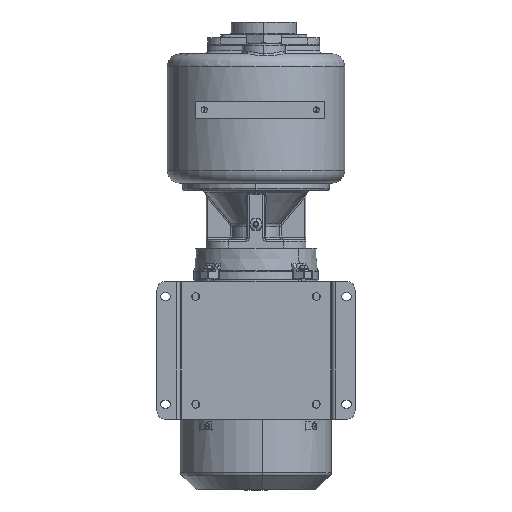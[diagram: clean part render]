
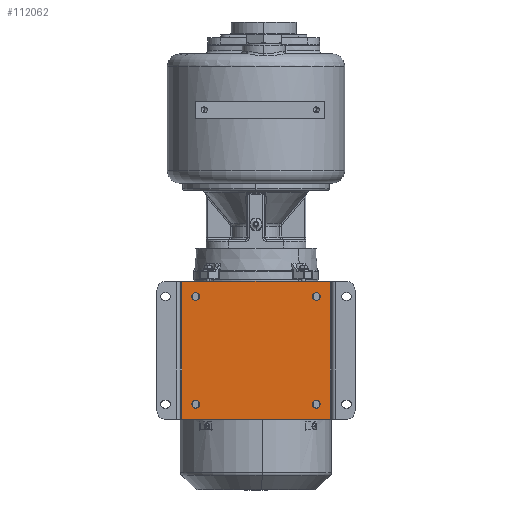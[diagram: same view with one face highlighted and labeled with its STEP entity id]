
A CAD part, front view. The second image highlights one B-rep face of the part: STEP entity #112062.
In plain terms, the highlighted planar face has unit normal (0, -1, 0).
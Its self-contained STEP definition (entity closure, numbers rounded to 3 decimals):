
#28264=DIRECTION('',(-1.,0.,0.));
#28265=VECTOR('',#28264,172.);
#28266=CARTESIAN_POINT('',(86.,-92.,-349.));
#28267=LINE('',#28266,#28265);
#28308=DIRECTION('',(-1.,0.,0.));
#28309=VECTOR('',#28308,172.);
#28310=CARTESIAN_POINT('',(86.,-92.,-189.));
#28311=LINE('',#28310,#28309);
#28348=DIRECTION('',(0.,0.,1.));
#28349=VECTOR('',#28348,160.);
#28350=CARTESIAN_POINT('',(86.,-92.,-349.));
#28351=LINE('',#28350,#28349);
#28352=CARTESIAN_POINT('',(70.,-92.,-206.5));
#28353=DIRECTION('',(0.,1.,0.));
#28354=DIRECTION('',(0.,0.,1.));
#28355=AXIS2_PLACEMENT_3D('',#28352,#28353,#28354);
#28357=CARTESIAN_POINT('',(70.,-92.,-206.5));
#28358=DIRECTION('',(0.,1.,0.));
#28359=DIRECTION('',(0.,0.,-1.));
#28360=AXIS2_PLACEMENT_3D('',#28357,#28358,#28359);
#28362=CARTESIAN_POINT('',(-70.,-92.,-206.5));
#28363=DIRECTION('',(0.,1.,0.));
#28364=DIRECTION('',(0.,0.,1.));
#28365=AXIS2_PLACEMENT_3D('',#28362,#28363,#28364);
#28367=CARTESIAN_POINT('',(-70.,-92.,-206.5));
#28368=DIRECTION('',(0.,1.,0.));
#28369=DIRECTION('',(0.,0.,-1.));
#28370=AXIS2_PLACEMENT_3D('',#28367,#28368,#28369);
#28372=CARTESIAN_POINT('',(70.,-92.,-331.5));
#28373=DIRECTION('',(0.,1.,0.));
#28374=DIRECTION('',(0.,0.,1.));
#28375=AXIS2_PLACEMENT_3D('',#28372,#28373,#28374);
#28377=CARTESIAN_POINT('',(70.,-92.,-331.5));
#28378=DIRECTION('',(0.,1.,0.));
#28379=DIRECTION('',(0.,0.,-1.));
#28380=AXIS2_PLACEMENT_3D('',#28377,#28378,#28379);
#28382=CARTESIAN_POINT('',(-70.,-92.,-331.5));
#28383=DIRECTION('',(0.,1.,0.));
#28384=DIRECTION('',(0.,0.,1.));
#28385=AXIS2_PLACEMENT_3D('',#28382,#28383,#28384);
#28387=CARTESIAN_POINT('',(-70.,-92.,-331.5));
#28388=DIRECTION('',(0.,1.,0.));
#28389=DIRECTION('',(0.,0.,-1.));
#28390=AXIS2_PLACEMENT_3D('',#28387,#28388,#28389);
#28392=DIRECTION('',(0.,0.,1.));
#28393=VECTOR('',#28392,160.);
#28394=CARTESIAN_POINT('',(-86.,-92.,-349.));
#28395=LINE('',#28394,#28393);
#74592=CARTESIAN_POINT('',(86.,-92.,-349.));
#74593=VERTEX_POINT('',#74592);
#74594=CARTESIAN_POINT('',(-86.,-92.,-349.));
#74595=VERTEX_POINT('',#74594);
#74608=CARTESIAN_POINT('',(86.,-92.,-189.));
#74609=VERTEX_POINT('',#74608);
#74610=CARTESIAN_POINT('',(-86.,-92.,-189.));
#74611=VERTEX_POINT('',#74610);
#74682=CARTESIAN_POINT('',(-70.,-92.,-327.));
#74683=CARTESIAN_POINT('',(-70.,-92.,-336.));
#74684=VERTEX_POINT('',#74682);
#74685=VERTEX_POINT('',#74683);
#74686=CARTESIAN_POINT('',(70.,-92.,-327.));
#74687=CARTESIAN_POINT('',(70.,-92.,-336.));
#74688=VERTEX_POINT('',#74686);
#74689=VERTEX_POINT('',#74687);
#74690=CARTESIAN_POINT('',(-70.,-92.,-202.));
#74691=CARTESIAN_POINT('',(-70.,-92.,-211.));
#74692=VERTEX_POINT('',#74690);
#74693=VERTEX_POINT('',#74691);
#74694=CARTESIAN_POINT('',(70.,-92.,-202.));
#74695=CARTESIAN_POINT('',(70.,-92.,-211.));
#74696=VERTEX_POINT('',#74694);
#74697=VERTEX_POINT('',#74695);
#112026=CARTESIAN_POINT('',(86.,-92.,-349.));
#112027=DIRECTION('',(0.,1.,0.));
#112028=DIRECTION('',(-1.,0.,0.));
#112029=AXIS2_PLACEMENT_3D('',#112026,#112027,#112028);
#112030=PLANE('',#112029);
#112031=ORIENTED_EDGE('',*,*,#111904,.T.);
#112033=ORIENTED_EDGE('',*,*,#112032,.T.);
#112034=ORIENTED_EDGE('',*,*,#111963,.F.);
#112035=ORIENTED_EDGE('',*,*,#112018,.F.);
#112036=EDGE_LOOP('',(#112031,#112033,#112034,#112035));
#112037=FACE_OUTER_BOUND('',#112036,.F.);
#112039=ORIENTED_EDGE('',*,*,#112038,.F.);
#112041=ORIENTED_EDGE('',*,*,#112040,.F.);
#112042=EDGE_LOOP('',(#112039,#112041));
#112043=FACE_BOUND('',#112042,.F.);
#112045=ORIENTED_EDGE('',*,*,#112044,.F.);
#112047=ORIENTED_EDGE('',*,*,#112046,.F.);
#112048=EDGE_LOOP('',(#112045,#112047));
#112049=FACE_BOUND('',#112048,.F.);
#112051=ORIENTED_EDGE('',*,*,#112050,.F.);
#112053=ORIENTED_EDGE('',*,*,#112052,.F.);
#112054=EDGE_LOOP('',(#112051,#112053));
#112055=FACE_BOUND('',#112054,.F.);
#112057=ORIENTED_EDGE('',*,*,#112056,.F.);
#112059=ORIENTED_EDGE('',*,*,#112058,.F.);
#112060=EDGE_LOOP('',(#112057,#112059));
#112061=FACE_BOUND('',#112060,.F.);
#112062=ADVANCED_FACE('',(#112037,#112043,#112049,#112055,#112061),#112030,.F.);
#28356=CIRCLE('',#28355,4.5);
#28361=CIRCLE('',#28360,4.5);
#28366=CIRCLE('',#28365,4.5);
#28371=CIRCLE('',#28370,4.5);
#28376=CIRCLE('',#28375,4.5);
#28381=CIRCLE('',#28380,4.5);
#28386=CIRCLE('',#28385,4.5);
#28391=CIRCLE('',#28390,4.5);
#111904=EDGE_CURVE('',#74593,#74595,#28267,.T.);
#111963=EDGE_CURVE('',#74609,#74611,#28311,.T.);
#112018=EDGE_CURVE('',#74593,#74609,#28351,.T.);
#112032=EDGE_CURVE('',#74595,#74611,#28395,.T.);
#112038=EDGE_CURVE('',#74696,#74697,#28356,.T.);
#112040=EDGE_CURVE('',#74697,#74696,#28361,.T.);
#112044=EDGE_CURVE('',#74692,#74693,#28366,.T.);
#112046=EDGE_CURVE('',#74693,#74692,#28371,.T.);
#112050=EDGE_CURVE('',#74688,#74689,#28376,.T.);
#112052=EDGE_CURVE('',#74689,#74688,#28381,.T.);
#112056=EDGE_CURVE('',#74684,#74685,#28386,.T.);
#112058=EDGE_CURVE('',#74685,#74684,#28391,.T.);
